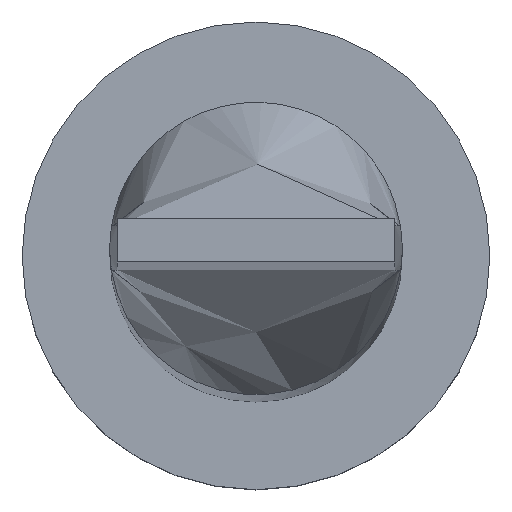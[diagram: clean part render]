
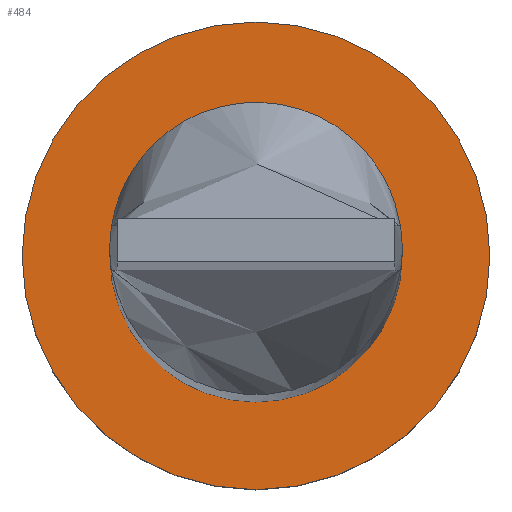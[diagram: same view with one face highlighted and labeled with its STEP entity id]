
A CAD part, top view. The second image highlights one B-rep face of the part: STEP entity #484.
In plain terms, the highlighted planar face has unit normal (0, 0, 1).
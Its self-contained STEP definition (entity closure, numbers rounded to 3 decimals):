
#19 = ORIENTED_EDGE ( 'NONE', *, *, #586, .T. ) ;
#44 = CARTESIAN_POINT ( 'NONE',  ( 0., 0., 5. ) ) ;
#67 = AXIS2_PLACEMENT_3D ( 'NONE', #98, #96, #278 ) ;
#96 = DIRECTION ( 'NONE',  ( 0., 0., 1. ) ) ;
#97 = FACE_OUTER_BOUND ( 'NONE', #621, .T. ) ;
#98 = CARTESIAN_POINT ( 'NONE',  ( 0., 0., 5. ) ) ;
#100 = AXIS2_PLACEMENT_3D ( 'NONE', #322, #521, #296 ) ;
#109 = DIRECTION ( 'NONE',  ( 0., 0., 1. ) ) ;
#130 = ORIENTED_EDGE ( 'NONE', *, *, #430, .F. ) ;
#135 = DIRECTION ( 'NONE',  ( 0., 0., 1. ) ) ;
#148 = EDGE_LOOP ( 'NONE', ( #130, #177 ) ) ;
#167 = VERTEX_POINT ( 'NONE', #467 ) ;
#177 = ORIENTED_EDGE ( 'NONE', *, *, #611, .F. ) ;
#240 = CIRCLE ( 'NONE', #293, 8. ) ;
#241 = CARTESIAN_POINT ( 'NONE',  ( 0., 0., 5. ) ) ;
#251 = CIRCLE ( 'NONE', #100, 5. ) ;
#259 = DIRECTION ( 'NONE',  ( 1., 0., 0. ) ) ;
#278 = DIRECTION ( 'NONE',  ( 1., 0., 0. ) ) ;
#280 = PLANE ( 'NONE',  #405 ) ;
#289 = CARTESIAN_POINT ( 'NONE',  ( 8., 0., 5. ) ) ;
#292 = CARTESIAN_POINT ( 'NONE',  ( -5., 0., 5. ) ) ;
#293 = AXIS2_PLACEMENT_3D ( 'NONE', #44, #613, #619 ) ;
#296 = DIRECTION ( 'NONE',  ( 1., 0., 0. ) ) ;
#300 = CARTESIAN_POINT ( 'NONE',  ( 5., 0., 5. ) ) ;
#319 = AXIS2_PLACEMENT_3D ( 'NONE', #241, #135, #469 ) ;
#322 = CARTESIAN_POINT ( 'NONE',  ( 0., 0., 5. ) ) ;
#396 = CIRCLE ( 'NONE', #67, 8. ) ;
#405 = AXIS2_PLACEMENT_3D ( 'NONE', #442, #109, #259 ) ;
#426 = CIRCLE ( 'NONE', #319, 5. ) ;
#430 = EDGE_CURVE ( 'NONE', #568, #454, #251, .T. ) ;
#441 = ORIENTED_EDGE ( 'NONE', *, *, #582, .T. ) ;
#442 = CARTESIAN_POINT ( 'NONE',  ( 0., 0., 5. ) ) ;
#454 = VERTEX_POINT ( 'NONE', #300 ) ;
#467 = CARTESIAN_POINT ( 'NONE',  ( -8., 0., 5. ) ) ;
#469 = DIRECTION ( 'NONE',  ( 1., 0., 0. ) ) ;
#478 = VERTEX_POINT ( 'NONE', #289 ) ;
#484 = ADVANCED_FACE ( 'NONE', ( #499, #97 ), #280, .T. ) ;
#499 = FACE_BOUND ( 'NONE', #148, .T. ) ;
#521 = DIRECTION ( 'NONE',  ( 0., 0., 1. ) ) ;
#568 = VERTEX_POINT ( 'NONE', #292 ) ;
#582 = EDGE_CURVE ( 'NONE', #478, #167, #396, .T. ) ;
#586 = EDGE_CURVE ( 'NONE', #167, #478, #240, .T. ) ;
#611 = EDGE_CURVE ( 'NONE', #454, #568, #426, .T. ) ;
#613 = DIRECTION ( 'NONE',  ( 0., 0., 1. ) ) ;
#619 = DIRECTION ( 'NONE',  ( 1., 0., 0. ) ) ;
#621 = EDGE_LOOP ( 'NONE', ( #19, #441 ) ) ;
